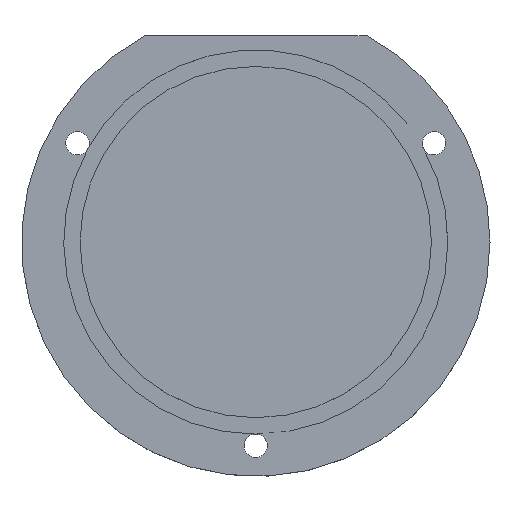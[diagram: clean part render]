
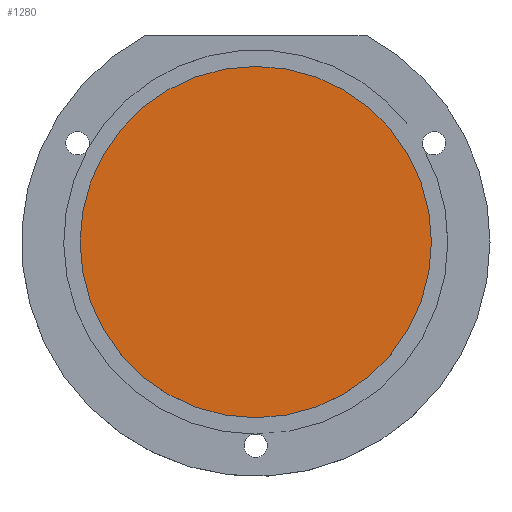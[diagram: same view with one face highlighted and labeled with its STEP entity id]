
A CAD part, top view. The second image highlights one B-rep face of the part: STEP entity #1280.
In plain terms, the highlighted planar face has unit normal (0, 0, 1).
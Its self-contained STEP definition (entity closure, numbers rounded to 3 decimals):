
#1214 = CYLINDRICAL_SURFACE('',#1215,37.5);
#1215 = AXIS2_PLACEMENT_3D('',#1216,#1217,#1218);
#1216 = CARTESIAN_POINT('',(0.,0.,9.));
#1217 = DIRECTION('',(-0.,-0.,-1.));
#1218 = DIRECTION('',(1.,0.,0.));
#1230 = VERTEX_POINT('',#1231);
#1231 = CARTESIAN_POINT('',(37.5,0.,12.));
#1252 = EDGE_CURVE('',#1230,#1230,#1253,.T.);
#1253 = SURFACE_CURVE('',#1254,(#1259,#1266),.PCURVE_S1.);
#1254 = CIRCLE('',#1255,37.5);
#1255 = AXIS2_PLACEMENT_3D('',#1256,#1257,#1258);
#1256 = CARTESIAN_POINT('',(0.,0.,12.));
#1257 = DIRECTION('',(0.,0.,1.));
#1258 = DIRECTION('',(1.,0.,0.));
#1259 = PCURVE('',#1214,#1260);
#1260 = DEFINITIONAL_REPRESENTATION('',(#1261),#1265);
#1261 = LINE('',#1262,#1263);
#1262 = CARTESIAN_POINT('',(-0.,-3.));
#1263 = VECTOR('',#1264,1.);
#1264 = DIRECTION('',(-1.,0.));
#1265 = ( GEOMETRIC_REPRESENTATION_CONTEXT(2) 
PARAMETRIC_REPRESENTATION_CONTEXT() REPRESENTATION_CONTEXT('2D SPACE',''
  ) );
#1266 = PCURVE('',#1267,#1272);
#1267 = PLANE('',#1268);
#1268 = AXIS2_PLACEMENT_3D('',#1269,#1270,#1271);
#1269 = CARTESIAN_POINT('',(0.,0.,12.));
#1270 = DIRECTION('',(0.,0.,1.));
#1271 = DIRECTION('',(1.,0.,0.));
#1272 = DEFINITIONAL_REPRESENTATION('',(#1273),#1277);
#1273 = CIRCLE('',#1274,37.5);
#1274 = AXIS2_PLACEMENT_2D('',#1275,#1276);
#1275 = CARTESIAN_POINT('',(0.,0.));
#1276 = DIRECTION('',(1.,0.));
#1277 = ( GEOMETRIC_REPRESENTATION_CONTEXT(2) 
PARAMETRIC_REPRESENTATION_CONTEXT() REPRESENTATION_CONTEXT('2D SPACE',''
  ) );
#1280 = ADVANCED_FACE('',(#1281),#1267,.T.);
#1281 = FACE_BOUND('',#1282,.T.);
#1282 = EDGE_LOOP('',(#1283));
#1283 = ORIENTED_EDGE('',*,*,#1252,.T.);
